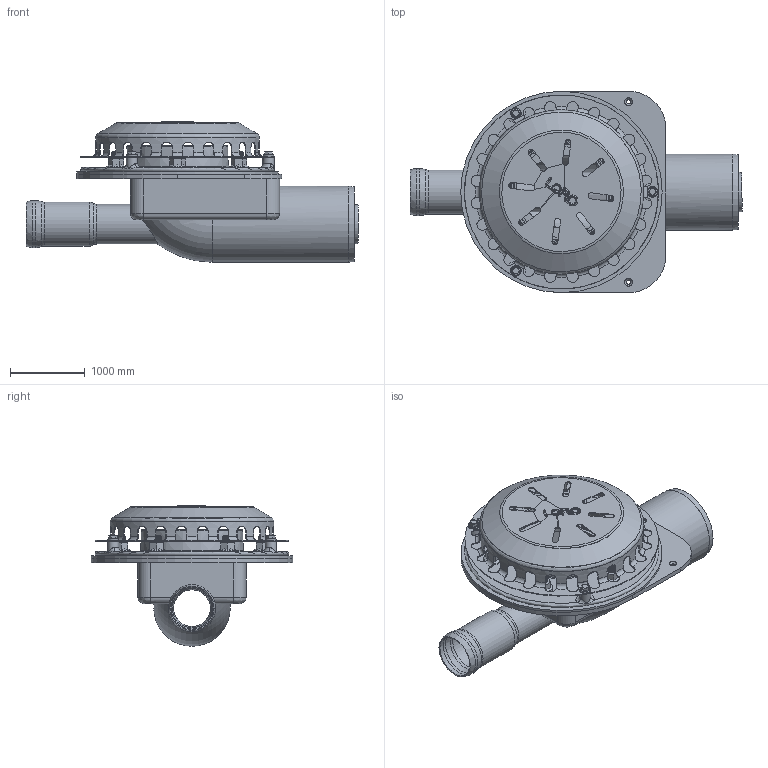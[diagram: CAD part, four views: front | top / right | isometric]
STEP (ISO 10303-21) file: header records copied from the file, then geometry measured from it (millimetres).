
FILE_DESCRIPTION(/* description */ (''),/* implementation_level */ '2;1');
FILE_NAME(/* name */ '13451.BD0X_3D.stp',/* time_stamp */ '2024-12-11T14:46:24+01:00',/* author */ ('CAD'),/* organization */ (''),/* preprocessor_version */ 'ST-DEVELOPER v20',/* originating_system */ 'AutoCAD Mechanical',/* authorisation */ '');
FILE_SCHEMA (('AUTOMOTIVE_DESIGN { 1 0 10303 214 3 1 1 }'));
Length unit declared in the file: centimetre
Products named in the file (8): Product; *S0; *U2; *U1; *U4; *U3; *U6; *U5
Assembly tree (19 placements, depth 3):
  Product
    *S0
    *U2
      *U1  x3
    *U4
      *U3  x6
    *U6
      *U5  x6
Bounding box: 4450 x 2700 x 1882.5 mm (x, y, z)
Volume: 1138589679.5 mm3; surface area: 84576310 mm2
Topology: 37 solids, 37 shells, 2196 faces, 5282 edges, 3140 vertices
Faces by surface type: cone 865, plane 686, cylinder 515, torus 107, bspline 20, sphere 3
Full cylindrical faces by diameter (mm): 55 x2, 70 x6, 80 x15, 101.06 x6, 105 x2, 120 x324, 150 x3, 160 x12, 500 x1, 530 x1, 560 x1, 590 x1, 600 x1, 630 x1, 980 x1, 1020 x1, 1220 x1, 1300 x1, 2180 x1, 2200 x1, 2600 x1, 2700 x1
Entity records: 42932 total; most frequent: CARTESIAN_POINT 12498, ORIENTED_EDGE 6464, DIRECTION 6170, EDGE_CURVE 3232, LINE 2076, VECTOR 2076, AXIS2_PLACEMENT_3D 2047, VERTEX_POINT 2043
